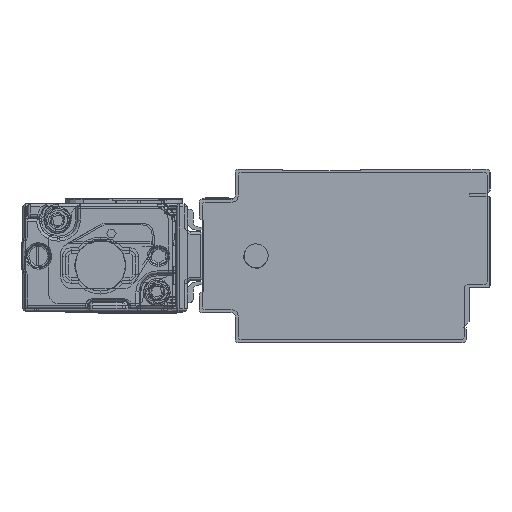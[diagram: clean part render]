
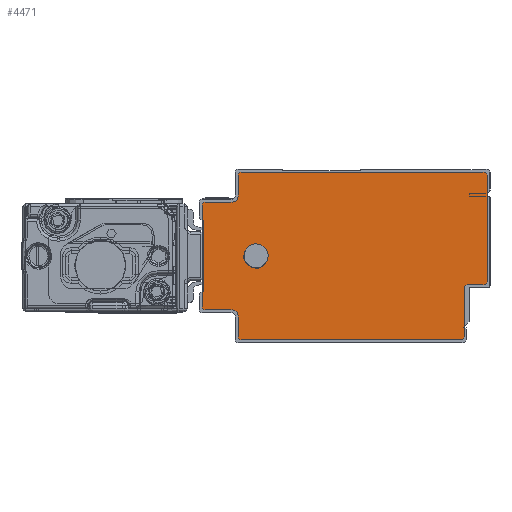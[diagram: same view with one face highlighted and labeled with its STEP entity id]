
A CAD part, left-side view. The second image highlights one B-rep face of the part: STEP entity #4471.
In plain terms, the highlighted planar face has unit normal (-1, 0, 0).
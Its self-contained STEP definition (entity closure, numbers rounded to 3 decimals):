
#1839=AXIS2_PLACEMENT_3D('Circle Axis2P3D',#1837,#1838,$) ;
#1877=AXIS2_PLACEMENT_3D('Circle Axis2P3D',#1875,#1876,$) ;
#1915=AXIS2_PLACEMENT_3D('Circle Axis2P3D',#1913,#1914,$) ;
#1953=AXIS2_PLACEMENT_3D('Circle Axis2P3D',#1951,#1952,$) ;
#4354=AXIS2_PLACEMENT_3D('Plane Axis2P3D',#4351,#4352,#4353) ;
#4358=AXIS2_PLACEMENT_3D('Circle Axis2P3D',#4356,#4357,$) ;
#4372=AXIS2_PLACEMENT_3D('Circle Axis2P3D',#4370,#4371,$) ;
#4386=AXIS2_PLACEMENT_3D('Circle Axis2P3D',#4384,#4385,$) ;
#4400=AXIS2_PLACEMENT_3D('Circle Axis2P3D',#4398,#4399,$) ;
#4414=AXIS2_PLACEMENT_3D('Circle Axis2P3D',#4412,#4413,$) ;
#4428=AXIS2_PLACEMENT_3D('Circle Axis2P3D',#4426,#4427,$) ;
#4455=AXIS2_PLACEMENT_3D('Circle Axis2P3D',#4453,#4454,$) ;
#4464=AXIS2_PLACEMENT_3D('Circle Axis2P3D',#4462,#4463,$) ;
#1795=CARTESIAN_POINT('Line Origine',(-2975.5,44.,14.5)) ;
#1799=CARTESIAN_POINT('Vertex',(-2975.5,44.,6.)) ;
#1801=CARTESIAN_POINT('Vertex',(-2975.5,44.,23.)) ;
#1837=CARTESIAN_POINT('Axis2P3D Location',(-2975.5,43.5,23.)) ;
#1841=CARTESIAN_POINT('Vertex',(-2975.5,43.5,23.5)) ;
#1856=CARTESIAN_POINT('Line Origine',(-2975.5,41.25,23.5)) ;
#1860=CARTESIAN_POINT('Vertex',(-2975.5,39.,23.5)) ;
#1875=CARTESIAN_POINT('Axis2P3D Location',(-2975.5,39.,24.5)) ;
#1879=CARTESIAN_POINT('Vertex',(-2975.5,38.,24.5)) ;
#1894=CARTESIAN_POINT('Line Origine',(-2975.5,38.,26.25)) ;
#1898=CARTESIAN_POINT('Vertex',(-2975.5,38.,28.)) ;
#1913=CARTESIAN_POINT('Axis2P3D Location',(-2975.5,37.5,28.)) ;
#1917=CARTESIAN_POINT('Vertex',(-2975.5,37.5,28.5)) ;
#1932=CARTESIAN_POINT('Line Origine',(-2975.5,17.25,28.5)) ;
#1936=CARTESIAN_POINT('Vertex',(-2975.5,-3.,28.5)) ;
#1951=CARTESIAN_POINT('Axis2P3D Location',(-2975.5,-3.,28.)) ;
#1955=CARTESIAN_POINT('Vertex',(-2975.5,-3.5,28.)) ;
#1970=CARTESIAN_POINT('Line Origine',(-2975.5,-3.5,19.1)) ;
#1974=CARTESIAN_POINT('Vertex',(-2975.5,-3.5,10.2)) ;
#4351=CARTESIAN_POINT('Axis2P3D Location',(-2975.5,0.,0.)) ;
#4356=CARTESIAN_POINT('Axis2P3D Location',(-2975.5,43.5,6.)) ;
#4360=CARTESIAN_POINT('Vertex',(-2975.5,43.5,5.5)) ;
#4363=CARTESIAN_POINT('Line Origine',(-2975.5,41.25,5.5)) ;
#4367=CARTESIAN_POINT('Vertex',(-2975.5,39.,5.5)) ;
#4370=CARTESIAN_POINT('Axis2P3D Location',(-2975.5,39.,4.5)) ;
#4374=CARTESIAN_POINT('Vertex',(-2975.5,38.,4.5)) ;
#4377=CARTESIAN_POINT('Line Origine',(-2975.5,38.,2.75)) ;
#4381=CARTESIAN_POINT('Vertex',(-2975.5,38.,1.)) ;
#4384=CARTESIAN_POINT('Axis2P3D Location',(-2975.5,37.5,1.)) ;
#4388=CARTESIAN_POINT('Vertex',(-2975.5,37.5,0.5)) ;
#4391=CARTESIAN_POINT('Line Origine',(-2975.5,19.15,0.5)) ;
#4395=CARTESIAN_POINT('Vertex',(-2975.5,0.8,0.5)) ;
#4398=CARTESIAN_POINT('Axis2P3D Location',(-2975.5,0.8,1.)) ;
#4402=CARTESIAN_POINT('Vertex',(-2975.5,0.3,1.)) ;
#4405=CARTESIAN_POINT('Line Origine',(-2975.5,0.3,5.1)) ;
#4409=CARTESIAN_POINT('Vertex',(-2975.5,0.3,9.2)) ;
#4412=CARTESIAN_POINT('Axis2P3D Location',(-2975.5,-0.2,9.2)) ;
#4416=CARTESIAN_POINT('Vertex',(-2975.5,-0.2,9.7)) ;
#4419=CARTESIAN_POINT('Line Origine',(-2975.5,-1.6,9.7)) ;
#4423=CARTESIAN_POINT('Vertex',(-2975.5,-3.,9.7)) ;
#4426=CARTESIAN_POINT('Axis2P3D Location',(-2975.5,-3.,10.2)) ;
#4453=CARTESIAN_POINT('Axis2P3D Location',(-2975.5,35.,14.5)) ;
#4457=CARTESIAN_POINT('Vertex',(-2975.5,33.186,13.509)) ;
#4459=CARTESIAN_POINT('Vertex',(-2975.5,36.814,15.491)) ;
#4462=CARTESIAN_POINT('Axis2P3D Location',(-2975.5,35.,14.5)) ;
#1796=DIRECTION('Vector Direction',(0.,0.,1.)) ;
#1838=DIRECTION('Axis2P3D Direction',(1.,0.,0.)) ;
#1857=DIRECTION('Vector Direction',(0.,1.,0.)) ;
#1876=DIRECTION('Axis2P3D Direction',(1.,0.,0.)) ;
#1895=DIRECTION('Vector Direction',(0.,0.,1.)) ;
#1914=DIRECTION('Axis2P3D Direction',(1.,0.,0.)) ;
#1933=DIRECTION('Vector Direction',(0.,1.,0.)) ;
#1952=DIRECTION('Axis2P3D Direction',(1.,0.,-0.)) ;
#1971=DIRECTION('Vector Direction',(0.,0.,-1.)) ;
#4352=DIRECTION('Axis2P3D Direction',(1.,0.,0.)) ;
#4353=DIRECTION('Axis2P3D XDirection',(0.,1.,0.)) ;
#4357=DIRECTION('Axis2P3D Direction',(1.,0.,0.)) ;
#4364=DIRECTION('Vector Direction',(0.,-1.,0.)) ;
#4371=DIRECTION('Axis2P3D Direction',(1.,0.,0.)) ;
#4378=DIRECTION('Vector Direction',(0.,0.,1.)) ;
#4385=DIRECTION('Axis2P3D Direction',(1.,0.,0.)) ;
#4392=DIRECTION('Vector Direction',(0.,-1.,0.)) ;
#4399=DIRECTION('Axis2P3D Direction',(1.,0.,0.)) ;
#4406=DIRECTION('Vector Direction',(0.,0.,-1.)) ;
#4413=DIRECTION('Axis2P3D Direction',(1.,0.,0.)) ;
#4420=DIRECTION('Vector Direction',(0.,1.,0.)) ;
#4427=DIRECTION('Axis2P3D Direction',(1.,0.,0.)) ;
#4454=DIRECTION('Axis2P3D Direction',(1.,0.,0.)) ;
#4463=DIRECTION('Axis2P3D Direction',(1.,0.,0.)) ;
#1797=VECTOR('Line Direction',#1796,1.) ;
#1858=VECTOR('Line Direction',#1857,1.) ;
#1896=VECTOR('Line Direction',#1895,1.) ;
#1934=VECTOR('Line Direction',#1933,1.) ;
#1972=VECTOR('Line Direction',#1971,1.) ;
#4365=VECTOR('Line Direction',#4364,1.) ;
#4379=VECTOR('Line Direction',#4378,1.) ;
#4393=VECTOR('Line Direction',#4392,1.) ;
#4407=VECTOR('Line Direction',#4406,1.) ;
#4421=VECTOR('Line Direction',#4420,1.) ;
#4432=ORIENTED_EDGE('',*,*,#1938,.F.) ;
#4433=ORIENTED_EDGE('',*,*,#1919,.F.) ;
#4434=ORIENTED_EDGE('',*,*,#1900,.F.) ;
#4435=ORIENTED_EDGE('',*,*,#1881,.F.) ;
#4436=ORIENTED_EDGE('',*,*,#1862,.F.) ;
#4437=ORIENTED_EDGE('',*,*,#1843,.F.) ;
#4438=ORIENTED_EDGE('',*,*,#1803,.F.) ;
#4439=ORIENTED_EDGE('',*,*,#4362,.F.) ;
#4440=ORIENTED_EDGE('',*,*,#4369,.F.) ;
#4441=ORIENTED_EDGE('',*,*,#4376,.F.) ;
#4442=ORIENTED_EDGE('',*,*,#4383,.F.) ;
#4443=ORIENTED_EDGE('',*,*,#4390,.F.) ;
#4444=ORIENTED_EDGE('',*,*,#4397,.F.) ;
#4445=ORIENTED_EDGE('',*,*,#4404,.F.) ;
#4446=ORIENTED_EDGE('',*,*,#4411,.F.) ;
#4447=ORIENTED_EDGE('',*,*,#4418,.F.) ;
#4448=ORIENTED_EDGE('',*,*,#4425,.F.) ;
#4449=ORIENTED_EDGE('',*,*,#4430,.F.) ;
#4450=ORIENTED_EDGE('',*,*,#1976,.F.) ;
#4451=ORIENTED_EDGE('',*,*,#1957,.F.) ;
#4468=ORIENTED_EDGE('',*,*,#4461,.T.) ;
#4469=ORIENTED_EDGE('',*,*,#4466,.T.) ;
#4470=FACE_BOUND('',#4467,.T.) ;
#4471=ADVANCED_FACE('\X2\FF8EFF9EFF83FF9EFF68FF70\X0\.2',(#4452,#4470),#4355,.F.) ;
#1840=CIRCLE('generated circle',#1839,0.5) ;
#1878=CIRCLE('generated circle',#1877,1.) ;
#1916=CIRCLE('generated circle',#1915,0.5) ;
#1954=CIRCLE('generated circle',#1953,0.5) ;
#4359=CIRCLE('generated circle',#4358,0.5) ;
#4373=CIRCLE('generated circle',#4372,1.) ;
#4387=CIRCLE('generated circle',#4386,0.5) ;
#4401=CIRCLE('generated circle',#4400,0.5) ;
#4415=CIRCLE('generated circle',#4414,0.5) ;
#4429=CIRCLE('generated circle',#4428,0.5) ;
#4456=CIRCLE('generated circle',#4455,2.067) ;
#4465=CIRCLE('generated circle',#4464,2.067) ;
#1803=EDGE_CURVE('',#1800,#1802,#1798,.T.) ;
#1843=EDGE_CURVE('',#1802,#1842,#1840,.T.) ;
#1862=EDGE_CURVE('',#1842,#1861,#1859,.F.) ;
#1881=EDGE_CURVE('',#1861,#1880,#1878,.F.) ;
#1900=EDGE_CURVE('',#1880,#1899,#1897,.T.) ;
#1919=EDGE_CURVE('',#1899,#1918,#1916,.T.) ;
#1938=EDGE_CURVE('',#1918,#1937,#1935,.F.) ;
#1957=EDGE_CURVE('',#1937,#1956,#1954,.T.) ;
#1976=EDGE_CURVE('',#1956,#1975,#1973,.T.) ;
#4362=EDGE_CURVE('',#4361,#1800,#4359,.T.) ;
#4369=EDGE_CURVE('',#4368,#4361,#4366,.F.) ;
#4376=EDGE_CURVE('',#4375,#4368,#4373,.F.) ;
#4383=EDGE_CURVE('',#4382,#4375,#4380,.T.) ;
#4390=EDGE_CURVE('',#4389,#4382,#4387,.T.) ;
#4397=EDGE_CURVE('',#4396,#4389,#4394,.F.) ;
#4404=EDGE_CURVE('',#4403,#4396,#4401,.T.) ;
#4411=EDGE_CURVE('',#4410,#4403,#4408,.T.) ;
#4418=EDGE_CURVE('',#4417,#4410,#4415,.F.) ;
#4425=EDGE_CURVE('',#4424,#4417,#4422,.T.) ;
#4430=EDGE_CURVE('',#1975,#4424,#4429,.T.) ;
#4461=EDGE_CURVE('',#4458,#4460,#4456,.T.) ;
#4466=EDGE_CURVE('',#4460,#4458,#4465,.T.) ;
#4431=EDGE_LOOP('',(#4432,#4433,#4434,#4435,#4436,#4437,#4438,#4439,#4440,#4441,#4442,#4443,#4444,#4445,#4446,#4447,#4448,#4449,#4450,#4451)) ;
#4467=EDGE_LOOP('',(#4468,#4469)) ;
#4452=FACE_OUTER_BOUND('',#4431,.T.) ;
#1798=LINE('Line',#1795,#1797) ;
#1859=LINE('Line',#1856,#1858) ;
#1897=LINE('Line',#1894,#1896) ;
#1935=LINE('Line',#1932,#1934) ;
#1973=LINE('Line',#1970,#1972) ;
#4366=LINE('Line',#4363,#4365) ;
#4380=LINE('Line',#4377,#4379) ;
#4394=LINE('Line',#4391,#4393) ;
#4408=LINE('Line',#4405,#4407) ;
#4422=LINE('Line',#4419,#4421) ;
#4355=PLANE('Plane',#4354) ;
#1800=VERTEX_POINT('',#1799) ;
#1802=VERTEX_POINT('',#1801) ;
#1842=VERTEX_POINT('',#1841) ;
#1861=VERTEX_POINT('',#1860) ;
#1880=VERTEX_POINT('',#1879) ;
#1899=VERTEX_POINT('',#1898) ;
#1918=VERTEX_POINT('',#1917) ;
#1937=VERTEX_POINT('',#1936) ;
#1956=VERTEX_POINT('',#1955) ;
#1975=VERTEX_POINT('',#1974) ;
#4361=VERTEX_POINT('',#4360) ;
#4368=VERTEX_POINT('',#4367) ;
#4375=VERTEX_POINT('',#4374) ;
#4382=VERTEX_POINT('',#4381) ;
#4389=VERTEX_POINT('',#4388) ;
#4396=VERTEX_POINT('',#4395) ;
#4403=VERTEX_POINT('',#4402) ;
#4410=VERTEX_POINT('',#4409) ;
#4417=VERTEX_POINT('',#4416) ;
#4424=VERTEX_POINT('',#4423) ;
#4458=VERTEX_POINT('',#4457) ;
#4460=VERTEX_POINT('',#4459) ;
